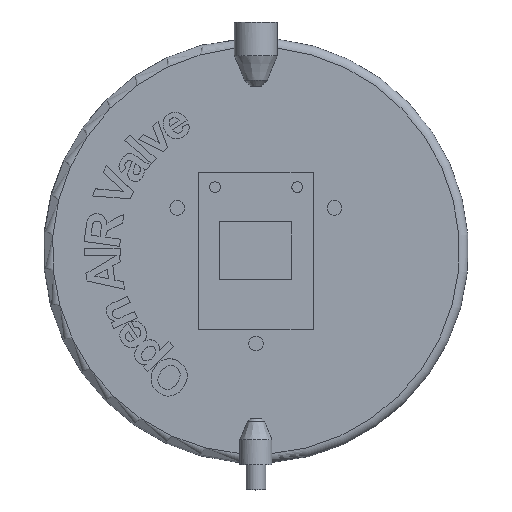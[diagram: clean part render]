
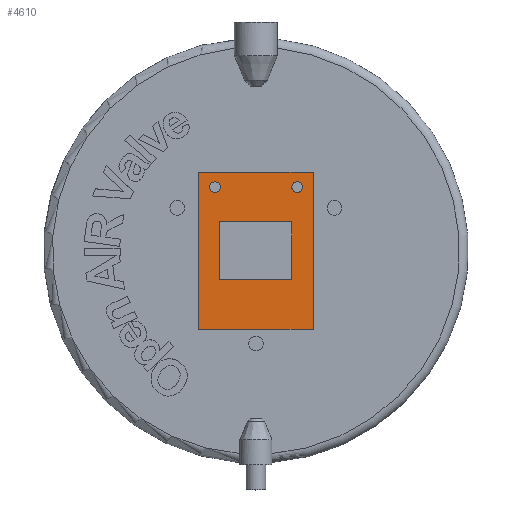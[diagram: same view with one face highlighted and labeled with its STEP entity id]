
A CAD part, top view. The second image highlights one B-rep face of the part: STEP entity #4610.
In plain terms, the highlighted planar face has unit normal (0, 0, 1).
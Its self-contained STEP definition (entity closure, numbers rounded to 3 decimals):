
#43=FACE_BOUND('',#995,.T.);
#44=FACE_BOUND('',#996,.T.);
#45=FACE_BOUND('',#997,.T.);
#473=CIRCLE('',#4770,1.5);
#474=CIRCLE('',#4772,1.5);
#718=FACE_OUTER_BOUND('',#994,.T.);
#994=EDGE_LOOP('',(#4204,#4205,#4206,#4207));
#995=EDGE_LOOP('',(#4208,#4209,#4210,#4211));
#996=EDGE_LOOP('',(#4212));
#997=EDGE_LOOP('',(#4213));
#1368=LINE('',#9098,#1749);
#1372=LINE('',#9106,#1753);
#1375=LINE('',#9112,#1756);
#1378=LINE('',#9117,#1759);
#1383=LINE('',#9132,#1764);
#1386=LINE('',#9137,#1767);
#1388=LINE('',#9141,#1769);
#1389=LINE('',#9143,#1770);
#1749=VECTOR('',#5405,10.);
#1753=VECTOR('',#5411,10.);
#1756=VECTOR('',#5416,10.);
#1759=VECTOR('',#5421,10.);
#1764=VECTOR('',#5438,10.);
#1767=VECTOR('',#5443,10.);
#1769=VECTOR('',#5447,10.);
#1770=VECTOR('',#5450,10.);
#2210=VERTEX_POINT('',#9096);
#2211=VERTEX_POINT('',#9097);
#2214=VERTEX_POINT('',#9105);
#2216=VERTEX_POINT('',#9111);
#2218=VERTEX_POINT('',#9121);
#2219=VERTEX_POINT('',#9125);
#2220=VERTEX_POINT('',#9129);
#2221=VERTEX_POINT('',#9131);
#2222=VERTEX_POINT('',#9135);
#2223=VERTEX_POINT('',#9139);
#2871=EDGE_CURVE('',#2210,#2211,#1368,.T.);
#2875=EDGE_CURVE('',#2211,#2214,#1372,.T.);
#2878=EDGE_CURVE('',#2214,#2216,#1375,.T.);
#2881=EDGE_CURVE('',#2216,#2210,#1378,.T.);
#2884=EDGE_CURVE('',#2218,#2218,#473,.T.);
#2886=EDGE_CURVE('',#2219,#2219,#474,.T.);
#2888=EDGE_CURVE('',#2220,#2221,#1383,.T.);
#2891=EDGE_CURVE('',#2222,#2220,#1386,.T.);
#2893=EDGE_CURVE('',#2223,#2222,#1388,.T.);
#2894=EDGE_CURVE('',#2221,#2223,#1389,.T.);
#4204=ORIENTED_EDGE('',*,*,#2894,.F.);
#4205=ORIENTED_EDGE('',*,*,#2888,.F.);
#4206=ORIENTED_EDGE('',*,*,#2891,.F.);
#4207=ORIENTED_EDGE('',*,*,#2893,.F.);
#4208=ORIENTED_EDGE('',*,*,#2871,.T.);
#4209=ORIENTED_EDGE('',*,*,#2875,.T.);
#4210=ORIENTED_EDGE('',*,*,#2878,.T.);
#4211=ORIENTED_EDGE('',*,*,#2881,.T.);
#4212=ORIENTED_EDGE('',*,*,#2884,.T.);
#4213=ORIENTED_EDGE('',*,*,#2886,.T.);
#4361=PLANE('',#4777);
#4610=ADVANCED_FACE('',(#718,#43,#44,#45),#4361,.F.);
#4770=AXIS2_PLACEMENT_3D('',#9123,#5428,#5429);
#4772=AXIS2_PLACEMENT_3D('',#9127,#5433,#5434);
#4777=AXIS2_PLACEMENT_3D('',#9144,#5451,#5452);
#5405=DIRECTION('',(0.,1.,0.));
#5411=DIRECTION('',(1.,0.,0.));
#5416=DIRECTION('',(0.,-1.,0.));
#5421=DIRECTION('',(-1.,0.,0.));
#5428=DIRECTION('center_axis',(0.,0.,-1.));
#5429=DIRECTION('ref_axis',(-1.,0.,0.));
#5433=DIRECTION('center_axis',(0.,0.,-1.));
#5434=DIRECTION('ref_axis',(-1.,0.,0.));
#5438=DIRECTION('',(1.,0.,0.));
#5443=DIRECTION('',(0.,1.,0.));
#5447=DIRECTION('',(-1.,0.,0.));
#5450=DIRECTION('',(0.,-1.,0.));
#5451=DIRECTION('center_axis',(0.,0.,-1.));
#5452=DIRECTION('ref_axis',(-1.,0.,0.));
#9096=CARTESIAN_POINT('',(-10.081,-8.051,4.));
#9097=CARTESIAN_POINT('',(-10.081,8.051,4.));
#9098=CARTESIAN_POINT('',(-10.081,4.026,4.));
#9105=CARTESIAN_POINT('',(10.081,8.051,4.));
#9106=CARTESIAN_POINT('',(5.041,8.051,4.));
#9111=CARTESIAN_POINT('',(10.081,-8.051,4.));
#9112=CARTESIAN_POINT('',(10.081,-4.026,4.));
#9117=CARTESIAN_POINT('',(-5.041,-8.051,4.));
#9121=CARTESIAN_POINT('',(-9.943,17.789,4.));
#9123=CARTESIAN_POINT('Origin',(-11.443,17.789,4.));
#9125=CARTESIAN_POINT('',(13.057,17.789,4.));
#9127=CARTESIAN_POINT('Origin',(11.557,17.789,4.));
#9129=CARTESIAN_POINT('',(-16.,22.,4.));
#9131=CARTESIAN_POINT('',(16.,22.,4.));
#9132=CARTESIAN_POINT('',(16.,22.,4.));
#9135=CARTESIAN_POINT('',(-16.,-22.,4.));
#9137=CARTESIAN_POINT('',(-16.,22.,4.));
#9139=CARTESIAN_POINT('',(16.,-22.,4.));
#9141=CARTESIAN_POINT('',(-16.,-22.,4.));
#9143=CARTESIAN_POINT('',(16.,-22.,4.));
#9144=CARTESIAN_POINT('Origin',(0.,0.,4.));
